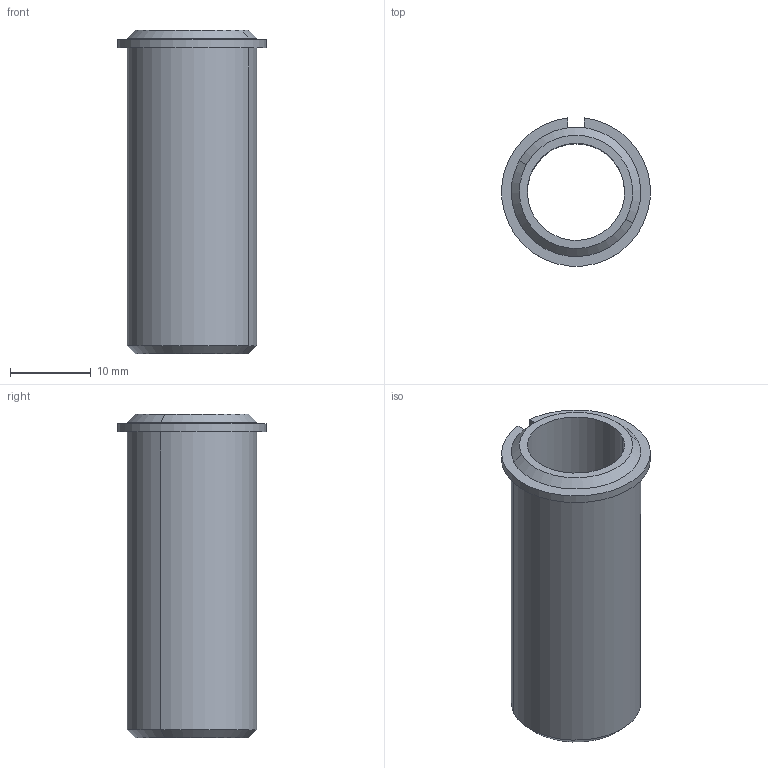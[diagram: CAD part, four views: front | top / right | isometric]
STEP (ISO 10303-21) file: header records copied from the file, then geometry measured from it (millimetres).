
FILE_DESCRIPTION(('CATIA V5 STEP Exchange'),'2;1');
FILE_NAME('RDGS300.1240.stp','2017-03-17T22:46:10+00:00',('none'),('none'),'CATIA Version 5 Release 19 GA (IN-10)','CATIA V5 STEP AP203','none');
FILE_SCHEMA(('CONFIG_CONTROL_DESIGN'));
Length unit declared in the file: millimetre
Products named in the file (1): RDGS300.1240
Bounding box: 18.35 x 18.31 x 40 mm (x, y, z)
Volume: 3524.7 mm3; surface area: 3987.9 mm2
Topology: 2 solids, 2 shells, 20 faces, 43 edges, 33 vertices
Faces by surface type: cylinder 8, plane 8, cone 4
Entity records: 568 total; most frequent: CARTESIAN_POINT 94, ORIENTED_EDGE 80, DIRECTION 77, AXIS2_PLACEMENT_3D 40, EDGE_CURVE 40, VERTEX_POINT 26, EDGE_LOOP 24, CIRCLE 22
